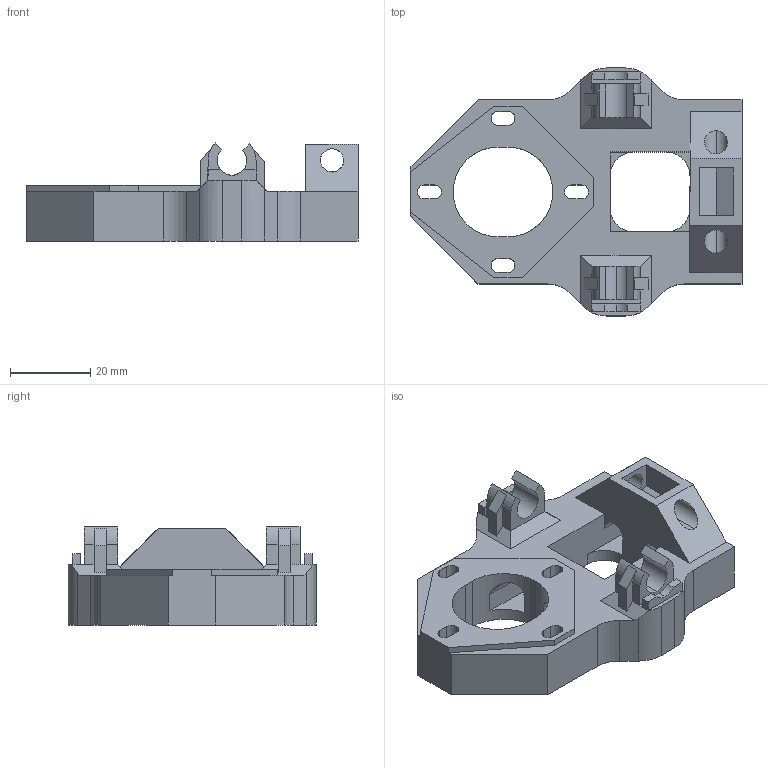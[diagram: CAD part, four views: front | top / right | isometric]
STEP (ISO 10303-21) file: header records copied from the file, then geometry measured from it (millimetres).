
FILE_DESCRIPTION (( 'STEP AP214' ), '1' );
FILE_NAME ('x-motor-bracket.STEP', '2012-04-30T11:13:36', ( 'jeanmarc' ), ( '' ), 'SwSTEP 2.0', 'SolidWorks 2012', '' );
FILE_SCHEMA (( 'AUTOMOTIVE_DESIGN' ));
Length unit declared in the file: millimetre
Products named in the file (1): x-motor-bracket
Bounding box: 83 x 62 x 24.51 mm (x, y, z)
Volume: 37219.6 mm3; surface area: 17554.3 mm2
Topology: 1 solids, 1 shells, 169 faces, 488 edges, 320 vertices
Faces by surface type: plane 114, cylinder 55
Entity records: 5682 total; most frequent: CARTESIAN_POINT 1072, ORIENTED_EDGE 976, DIRECTION 934, EDGE_CURVE 488, VECTOR 362, LINE 362, VERTEX_POINT 320, AXIS2_PLACEMENT_3D 286
